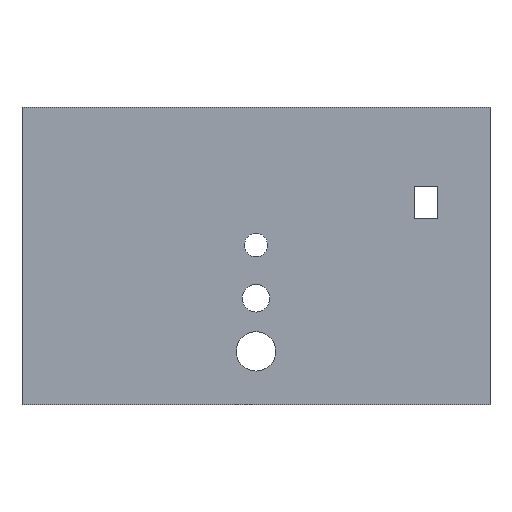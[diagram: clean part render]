
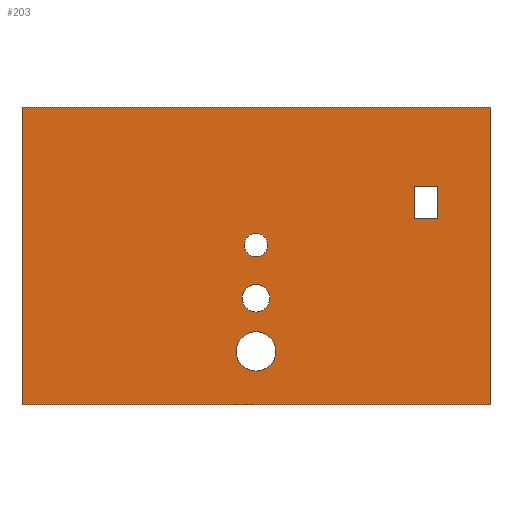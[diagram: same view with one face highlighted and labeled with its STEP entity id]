
A CAD part, top view. The second image highlights one B-rep face of the part: STEP entity #203.
In plain terms, the highlighted planar face has unit normal (0, 0, 1).
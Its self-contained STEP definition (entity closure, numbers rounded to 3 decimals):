
#24 = VERTEX_POINT('',#25);
#25 = CARTESIAN_POINT('',(-220.,279.4,1.575));
#31 = EDGE_CURVE('',#24,#32,#34,.T.);
#32 = VERTEX_POINT('',#33);
#33 = CARTESIAN_POINT('',(220.,279.4,1.575));
#34 = LINE('',#35,#36);
#35 = CARTESIAN_POINT('',(-220.,279.4,1.575));
#36 = VECTOR('',#37,1.);
#37 = DIRECTION('',(1.,0.,0.));
#64 = VERTEX_POINT('',#65);
#65 = CARTESIAN_POINT('',(-220.,0.,1.575));
#71 = EDGE_CURVE('',#64,#24,#72,.T.);
#72 = LINE('',#73,#74);
#73 = CARTESIAN_POINT('',(-220.,0.,1.575));
#74 = VECTOR('',#75,1.);
#75 = DIRECTION('',(0.,1.,0.));
#93 = EDGE_CURVE('',#32,#94,#96,.T.);
#94 = VERTEX_POINT('',#95);
#95 = CARTESIAN_POINT('',(220.,0.,1.575));
#96 = LINE('',#97,#98);
#97 = CARTESIAN_POINT('',(220.,279.4,1.575));
#98 = VECTOR('',#99,1.);
#99 = DIRECTION('',(0.,-1.,0.));
#203 = ADVANCED_FACE('',(#204,#215,#226,#237,#271),#282,.F.);
#204 = FACE_BOUND('',#205,.F.);
#205 = EDGE_LOOP('',(#206,#207,#208,#214));
#206 = ORIENTED_EDGE('',*,*,#31,.T.);
#207 = ORIENTED_EDGE('',*,*,#93,.T.);
#208 = ORIENTED_EDGE('',*,*,#209,.T.);
#209 = EDGE_CURVE('',#94,#64,#210,.T.);
#210 = LINE('',#211,#212);
#211 = CARTESIAN_POINT('',(220.,0.,1.575));
#212 = VECTOR('',#213,1.);
#213 = DIRECTION('',(-1.,0.,0.));
#214 = ORIENTED_EDGE('',*,*,#71,.T.);
#215 = FACE_BOUND('',#216,.F.);
#216 = EDGE_LOOP('',(#217));
#217 = ORIENTED_EDGE('',*,*,#218,.F.);
#218 = EDGE_CURVE('',#219,#219,#221,.T.);
#219 = VERTEX_POINT('',#220);
#220 = CARTESIAN_POINT('',(18.5,50.,1.575));
#221 = CIRCLE('',#222,18.5);
#222 = AXIS2_PLACEMENT_3D('',#223,#224,#225);
#223 = CARTESIAN_POINT('',(0.,50.,1.575));
#224 = DIRECTION('',(0.,0.,-1.));
#225 = DIRECTION('',(1.,0.,0.));
#226 = FACE_BOUND('',#227,.F.);
#227 = EDGE_LOOP('',(#228));
#228 = ORIENTED_EDGE('',*,*,#229,.F.);
#229 = EDGE_CURVE('',#230,#230,#232,.T.);
#230 = VERTEX_POINT('',#231);
#231 = CARTESIAN_POINT('',(13.,100.,1.575));
#232 = CIRCLE('',#233,13.);
#233 = AXIS2_PLACEMENT_3D('',#234,#235,#236);
#234 = CARTESIAN_POINT('',(0.,100.,1.575));
#235 = DIRECTION('',(0.,0.,-1.));
#236 = DIRECTION('',(1.,0.,0.));
#237 = FACE_BOUND('',#238,.F.);
#238 = EDGE_LOOP('',(#239,#249,#257,#265));
#239 = ORIENTED_EDGE('',*,*,#240,.F.);
#240 = EDGE_CURVE('',#241,#243,#245,.T.);
#241 = VERTEX_POINT('',#242);
#242 = CARTESIAN_POINT('',(149.,205.5,1.575));
#243 = VERTEX_POINT('',#244);
#244 = CARTESIAN_POINT('',(171.,205.5,1.575));
#245 = LINE('',#246,#247);
#246 = CARTESIAN_POINT('',(74.5,205.5,1.575));
#247 = VECTOR('',#248,1.);
#248 = DIRECTION('',(1.,0.,0.));
#249 = ORIENTED_EDGE('',*,*,#250,.F.);
#250 = EDGE_CURVE('',#251,#241,#253,.T.);
#251 = VERTEX_POINT('',#252);
#252 = CARTESIAN_POINT('',(149.,174.5,1.575));
#253 = LINE('',#254,#255);
#254 = CARTESIAN_POINT('',(149.,157.1,1.575));
#255 = VECTOR('',#256,1.);
#256 = DIRECTION('',(0.,1.,0.));
#257 = ORIENTED_EDGE('',*,*,#258,.F.);
#258 = EDGE_CURVE('',#259,#251,#261,.T.);
#259 = VERTEX_POINT('',#260);
#260 = CARTESIAN_POINT('',(171.,174.5,1.575));
#261 = LINE('',#262,#263);
#262 = CARTESIAN_POINT('',(85.5,174.5,1.575));
#263 = VECTOR('',#264,1.);
#264 = DIRECTION('',(-1.,0.,0.));
#265 = ORIENTED_EDGE('',*,*,#266,.F.);
#266 = EDGE_CURVE('',#243,#259,#267,.T.);
#267 = LINE('',#268,#269);
#268 = CARTESIAN_POINT('',(171.,172.6,1.575));
#269 = VECTOR('',#270,1.);
#270 = DIRECTION('',(0.,-1.,0.));
#271 = FACE_BOUND('',#272,.F.);
#272 = EDGE_LOOP('',(#273));
#273 = ORIENTED_EDGE('',*,*,#274,.F.);
#274 = EDGE_CURVE('',#275,#275,#277,.T.);
#275 = VERTEX_POINT('',#276);
#276 = CARTESIAN_POINT('',(11.,150.,1.575));
#277 = CIRCLE('',#278,11.);
#278 = AXIS2_PLACEMENT_3D('',#279,#280,#281);
#279 = CARTESIAN_POINT('',(0.,150.,1.575));
#280 = DIRECTION('',(0.,0.,-1.));
#281 = DIRECTION('',(1.,0.,0.));
#282 = PLANE('',#283);
#283 = AXIS2_PLACEMENT_3D('',#284,#285,#286);
#284 = CARTESIAN_POINT('',(0.,139.7,1.575));
#285 = DIRECTION('',(-0.,-0.,-1.));
#286 = DIRECTION('',(-1.,0.,0.));
